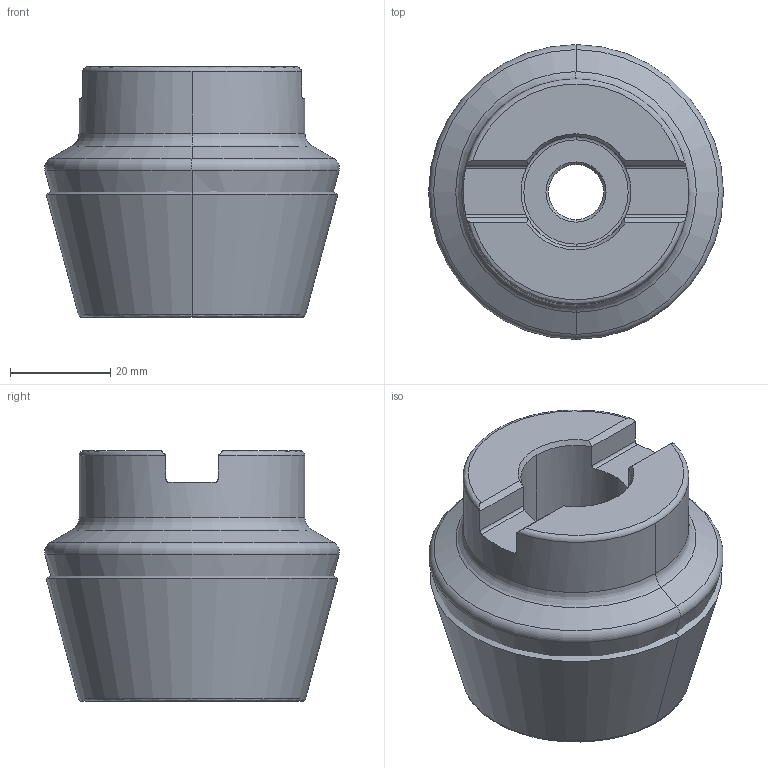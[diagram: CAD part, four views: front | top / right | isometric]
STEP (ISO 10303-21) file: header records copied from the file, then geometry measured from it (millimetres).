
FILE_DESCRIPTION((''),'2;1');
FILE_NAME('15L1H045050F1R00','2015-11-14T',('tewess'),(''),'PRO/ENGINEER BY PARAMETRIC TECHNOLOGY CORPORATION, 2011490','PRO/ENGINEER BY PARAMETRIC TECHNOLOGY CORPORATION, 2011490','');
FILE_SCHEMA(('AUTOMOTIVE_DESIGN { 1 2 10303 214 0 1 1 1 }'));
Length unit declared in the file: millimetre
Products named in the file (3): NOCUT; CUT; 15L1H045050F1R00
Assembly tree (2 placements, depth 2):
  15L1H045050F1R00
    NOCUT
    CUT
Bounding box: 58.78 x 58.78 x 50 mm (x, y, z)
Volume: 113656.9 mm3; surface area: 23114.4 mm2
Topology: 2 solids, 2 shells, 72 faces, 159 edges, 92 vertices
Faces by surface type: plane 16, torus 16, cone 14, cylinder 14, revolution 12
Entity records: 3469 total; most frequent: CARTESIAN_POINT 1183, DIRECTION 369, ORIENTED_EDGE 316, PRESENTATION_STYLE_ASSIGNMENT 165, STYLED_ITEM 165, CURVE_STYLE 163, EDGE_CURVE 158, AXIS2_PLACEMENT_3D 155
